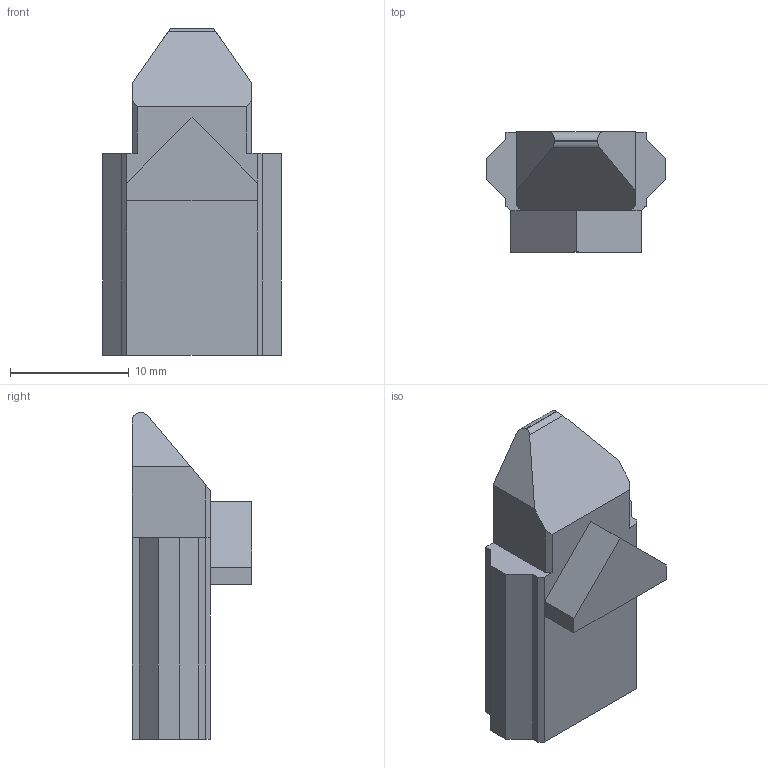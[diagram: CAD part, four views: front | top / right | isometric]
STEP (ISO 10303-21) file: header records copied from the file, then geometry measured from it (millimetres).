
FILE_DESCRIPTION (( 'STEP AP214' ), '1' );
FILE_NAME ('Straight_Mag_Release_V1.STEP', '2022-10-01T14:00:01', ( '' ), ( '' ), 'SwSTEP 2.0', 'SolidWorks 2020', '' );
FILE_SCHEMA (( 'AUTOMOTIVE_DESIGN' ));
Length unit declared in the file: millimetre
Products named in the file (1): Straight_Mag_Release_V1
Bounding box: 15 x 10.1 x 27.5 mm (x, y, z)
Volume: 2033.9 mm3; surface area: 1258.5 mm2
Topology: 1 solids, 1 shells, 37 faces, 98 edges, 64 vertices
Faces by surface type: plane 33, cylinder 4
Entity records: 1158 total; most frequent: CARTESIAN_POINT 212, ORIENTED_EDGE 196, DIRECTION 174, EDGE_CURVE 98, LINE 90, VECTOR 90, VERTEX_POINT 64, AXIS2_PLACEMENT_3D 42
